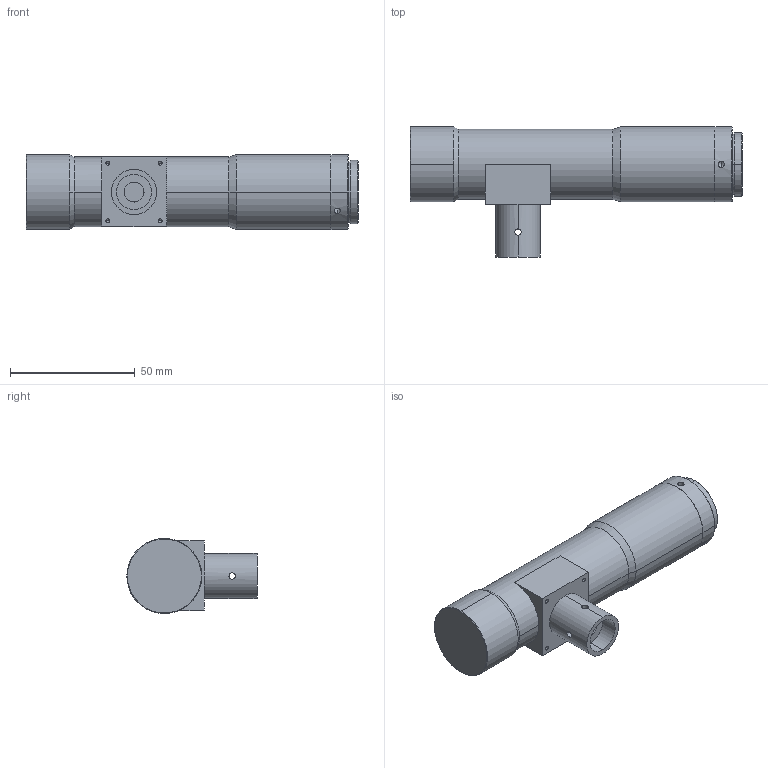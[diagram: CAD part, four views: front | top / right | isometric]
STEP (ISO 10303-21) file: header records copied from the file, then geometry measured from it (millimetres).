
FILE_DESCRIPTION (( 'STEP AP203' ), '1' );
FILE_NAME ('WWH15-110CTV2.STEP', '2019-12-03T03:35:13', ( 'Windows 蚚誧' ), ( '' ), 'SwSTEP 2.0', 'SolidWorks 2017', '' );
FILE_SCHEMA (( 'CONFIG_CONTROL_DESIGN' ));
Length unit declared in the file: millimetre
Products named in the file (1): WWH15-110CTV2
Bounding box: 132.8 x 52.1 x 30 mm (x, y, z)
Volume: 94192.8 mm3; surface area: 17063.8 mm2
Topology: 1 solids, 1 shells, 80 faces, 197 edges, 115 vertices
Faces by surface type: cylinder 42, cone 24, plane 14
Entity records: 2706 total; most frequent: CARTESIAN_POINT 777, DIRECTION 403, ORIENTED_EDGE 366, EDGE_CURVE 183, AXIS2_PLACEMENT_3D 161, VERTEX_POINT 115, EDGE_LOOP 98, LINE 81
